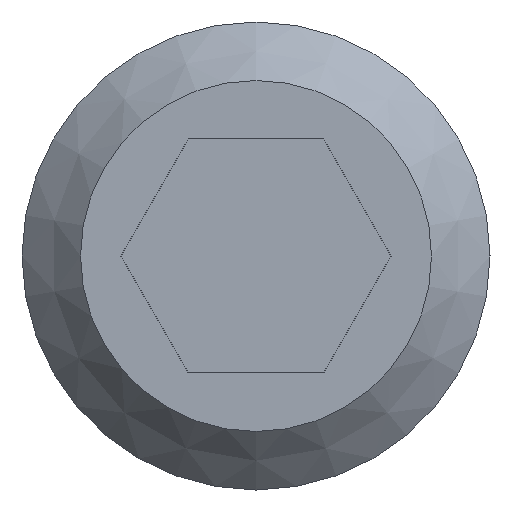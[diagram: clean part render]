
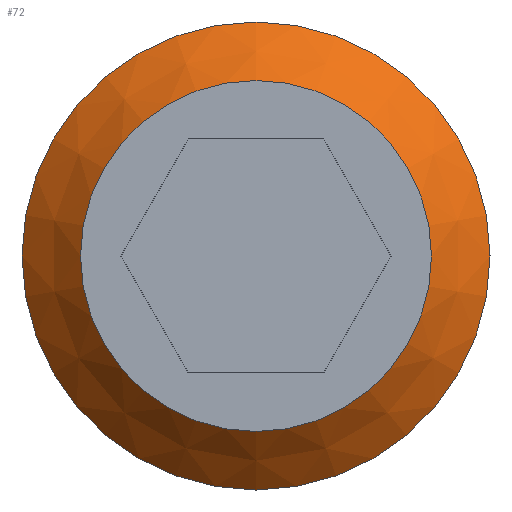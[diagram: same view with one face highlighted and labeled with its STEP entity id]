
A CAD part, left-side view. The second image highlights one B-rep face of the part: STEP entity #72.
In plain terms, the highlighted conical face has half-angle 45 degrees and reference radius 3 mm.
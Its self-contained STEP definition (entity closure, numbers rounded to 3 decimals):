
#72 = ADVANCED_FACE( '', ( #147, #148 ), #149, .T. );
#147 = FACE_OUTER_BOUND( '', #219, .T. );
#148 = FACE_BOUND( '', #220, .T. );
#149 = CONICAL_SURFACE( '', #221, 3., 0.785 );
#219 = EDGE_LOOP( '', ( #343 ) );
#220 = EDGE_LOOP( '', ( #344 ) );
#221 = AXIS2_PLACEMENT_3D( '', #345, #346, #347 );
#343 = ORIENTED_EDGE( '', *, *, #391, .F. );
#344 = ORIENTED_EDGE( '', *, *, #396, .T. );
#345 = CARTESIAN_POINT( '', ( 0., 0., 0. ) );
#346 = DIRECTION( '', ( 1., 0., 0. ) );
#347 = DIRECTION( '', ( 0., 0., -1. ) );
#391 = EDGE_CURVE( '', #457, #457, #458, .T. );
#396 = EDGE_CURVE( '', #463, #463, #464, .T. );
#457 = VERTEX_POINT( '', #537 );
#458 = CIRCLE( '', #538, 4. );
#463 = VERTEX_POINT( '', #545 );
#464 = CIRCLE( '', #546, 3. );
#537 = CARTESIAN_POINT( '', ( 1., 0., -4. ) );
#538 = AXIS2_PLACEMENT_3D( '', #592, #593, #594 );
#545 = CARTESIAN_POINT( '', ( 0., 0., -3. ) );
#546 = AXIS2_PLACEMENT_3D( '', #597, #598, #599 );
#592 = CARTESIAN_POINT( '', ( 1., 0., 0. ) );
#593 = DIRECTION( '', ( 1., 0., 0. ) );
#594 = DIRECTION( '', ( 0., 0., -1. ) );
#597 = CARTESIAN_POINT( '', ( 0., 0., 0. ) );
#598 = DIRECTION( '', ( 1., 0., 0. ) );
#599 = DIRECTION( '', ( 0., 0., -1. ) );
